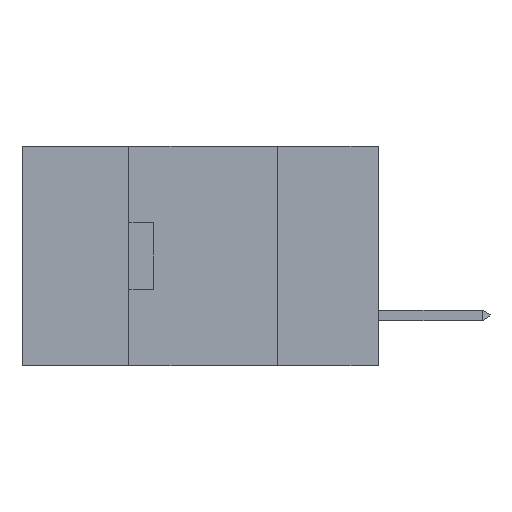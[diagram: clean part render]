
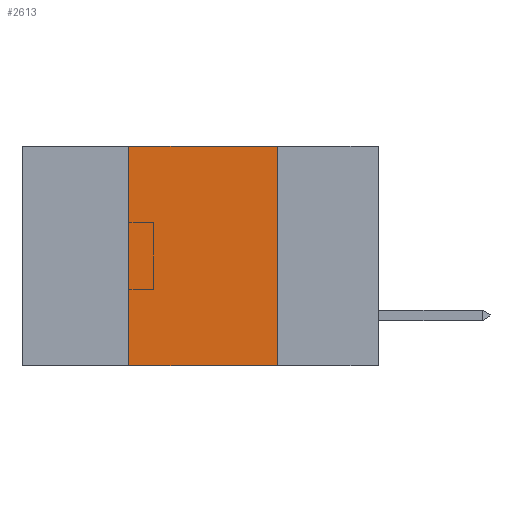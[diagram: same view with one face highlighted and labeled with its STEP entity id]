
A CAD part, left-side view. The second image highlights one B-rep face of the part: STEP entity #2613.
In plain terms, the highlighted planar face has unit normal (-1, 0, 0).
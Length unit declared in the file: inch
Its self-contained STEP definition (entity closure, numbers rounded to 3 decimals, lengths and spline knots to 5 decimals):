
#154 = CARTESIAN_POINT ( 'NONE',  ( 0., 0.6, 0. ) ) ;
#390 = CARTESIAN_POINT ( 'NONE',  ( 0., 0.42, -0.37 ) ) ;
#1481 = LINE ( 'NONE', #27468, #21568 ) ;
#1893 = CARTESIAN_POINT ( 'NONE',  ( 0., 0.42, -0.37 ) ) ;
#1965 = VECTOR ( 'NONE', #14572, 39.37008 ) ;
#2110 = DIRECTION ( 'NONE',  ( 0., -1., 0. ) ) ;
#2613 = ADVANCED_FACE ( 'NONE', ( #23555 ), #4427, .F. ) ;
#2956 = AXIS2_PLACEMENT_3D ( 'NONE', #21445, #19486, #9010 ) ;
#3044 = VECTOR ( 'NONE', #12044, 39.37008 ) ;
#4427 = PLANE ( 'NONE',  #2956 ) ;
#4515 = LINE ( 'NONE', #1893, #1965 ) ;
#7852 = ORIENTED_EDGE ( 'NONE', *, *, #8966, .T. ) ;
#8966 = EDGE_CURVE ( 'NONE', #14673, #9253, #1481, .T. ) ;
#9010 = DIRECTION ( 'NONE',  ( 0., 0., -1. ) ) ;
#9253 = VERTEX_POINT ( 'NONE', #26024 ) ;
#11536 = CARTESIAN_POINT ( 'NONE',  ( 0., 0.42, 0. ) ) ;
#12013 = VECTOR ( 'NONE', #2110, 39.37008 ) ;
#12044 = DIRECTION ( 'NONE',  ( 0., 0., -1. ) ) ;
#13703 = LINE ( 'NONE', #22241, #3044 ) ;
#14205 = EDGE_CURVE ( 'NONE', #27331, #19600, #25725, .T. ) ;
#14572 = DIRECTION ( 'NONE',  ( 0., 0., 1. ) ) ;
#14673 = VERTEX_POINT ( 'NONE', #390 ) ;
#16652 = DIRECTION ( 'NONE',  ( 0., -1., 0. ) ) ;
#18153 = ORIENTED_EDGE ( 'NONE', *, *, #19615, .F. ) ;
#18421 = ORIENTED_EDGE ( 'NONE', *, *, #26549, .F. ) ;
#19486 = DIRECTION ( 'NONE',  ( 1., 0., 0. ) ) ;
#19600 = VERTEX_POINT ( 'NONE', #25511 ) ;
#19615 = EDGE_CURVE ( 'NONE', #14673, #27331, #4515, .T. ) ;
#19895 = EDGE_LOOP ( 'NONE', ( #18421, #20054, #18153, #7852 ) ) ;
#20054 = ORIENTED_EDGE ( 'NONE', *, *, #14205, .F. ) ;
#21445 = CARTESIAN_POINT ( 'NONE',  ( 0., 0.6, 0. ) ) ;
#21568 = VECTOR ( 'NONE', #16652, 39.37008 ) ;
#22241 = CARTESIAN_POINT ( 'NONE',  ( 0., 0.17, -0.37 ) ) ;
#23555 = FACE_OUTER_BOUND ( 'NONE', #19895, .T. ) ;
#25511 = CARTESIAN_POINT ( 'NONE',  ( 0., 0.17, 0. ) ) ;
#25725 = LINE ( 'NONE', #154, #12013 ) ;
#26024 = CARTESIAN_POINT ( 'NONE',  ( 0., 0.17, -0.37 ) ) ;
#26549 = EDGE_CURVE ( 'NONE', #19600, #9253, #13703, .T. ) ;
#27331 = VERTEX_POINT ( 'NONE', #11536 ) ;
#27468 = CARTESIAN_POINT ( 'NONE',  ( 0., 0.6, -0.37 ) ) ;
